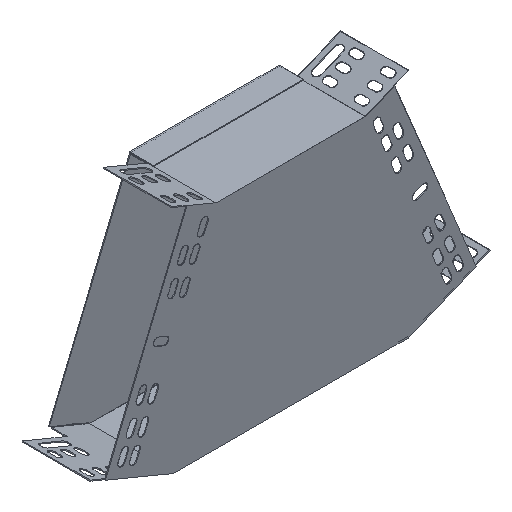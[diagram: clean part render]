
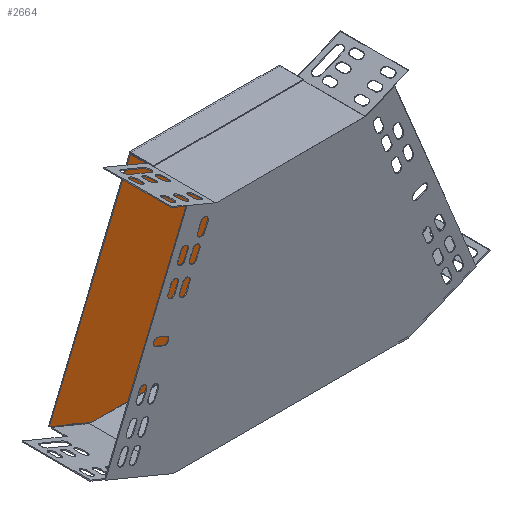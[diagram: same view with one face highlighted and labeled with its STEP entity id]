
A CAD part, isometric view. The second image highlights one B-rep face of the part: STEP entity #2664.
In plain terms, the highlighted planar face has unit normal (0, -1, 0).
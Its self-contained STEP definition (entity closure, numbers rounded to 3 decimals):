
#88 = LINE ( 'NONE', #7237, #4734 ) ;
#97 = ORIENTED_EDGE ( 'NONE', *, *, #6852, .F. ) ;
#163 = LINE ( 'NONE', #5246, #7241 ) ;
#392 = VERTEX_POINT ( 'NONE', #2566 ) ;
#398 = EDGE_CURVE ( 'NONE', #914, #392, #5257, .T. ) ;
#477 = DIRECTION ( 'NONE',  ( 0.383, 0., 0.924 ) ) ;
#735 = ORIENTED_EDGE ( 'NONE', *, *, #821, .F. ) ;
#786 = VERTEX_POINT ( 'NONE', #5178 ) ;
#793 = ORIENTED_EDGE ( 'NONE', *, *, #4581, .T. ) ;
#804 = CARTESIAN_POINT ( 'NONE',  ( -120.75, 219.156, -199.434 ) ) ;
#821 = EDGE_CURVE ( 'NONE', #6401, #5182, #8129, .T. ) ;
#914 = VERTEX_POINT ( 'NONE', #8042 ) ;
#1013 = ORIENTED_EDGE ( 'NONE', *, *, #3737, .T. ) ;
#1198 = DIRECTION ( 'NONE',  ( -1., 0., 0. ) ) ;
#1233 = VECTOR ( 'NONE', #2236, 1000. ) ;
#1303 = CARTESIAN_POINT ( 'NONE',  ( -83.996, 219.156, -215.659 ) ) ;
#1420 = DIRECTION ( 'NONE',  ( 0., 0., 1. ) ) ;
#1622 = VECTOR ( 'NONE', #1967, 1000. ) ;
#1646 = ORIENTED_EDGE ( 'NONE', *, *, #1997, .T. ) ;
#1693 = VERTEX_POINT ( 'NONE', #8653 ) ;
#1792 = CARTESIAN_POINT ( 'NONE',  ( 173.744, 219.156, -199.434 ) ) ;
#1827 = LINE ( 'NONE', #6072, #1622 ) ;
#1865 = VECTOR ( 'NONE', #4219, 1000. ) ;
#1967 = DIRECTION ( 'NONE',  ( 1., 0., 0. ) ) ;
#1995 = VECTOR ( 'NONE', #2386, 1000. ) ;
#1997 = EDGE_CURVE ( 'NONE', #786, #1693, #7424, .T. ) ;
#2031 = LINE ( 'NONE', #5984, #8801 ) ;
#2236 = DIRECTION ( 'NONE',  ( 0., 0., 1. ) ) ;
#2274 = PLANE ( 'NONE',  #2739 ) ;
#2275 = ORIENTED_EDGE ( 'NONE', *, *, #6544, .F. ) ;
#2290 = LINE ( 'NONE', #804, #1865 ) ;
#2386 = DIRECTION ( 'NONE',  ( 0., 0., -1. ) ) ;
#2566 = CARTESIAN_POINT ( 'NONE',  ( 97.208, 219.156, -14.659 ) ) ;
#2664 = ADVANCED_FACE ( 'NONE', ( #3710 ), #2274, .T. ) ;
#2739 = AXIS2_PLACEMENT_3D ( 'NONE', #7689, #8377, #4350 ) ;
#3203 = CARTESIAN_POINT ( 'NONE',  ( 136.99, 219.156, -214.659 ) ) ;
#3252 = ORIENTED_EDGE ( 'NONE', *, *, #3505, .F. ) ;
#3482 = CARTESIAN_POINT ( 'NONE',  ( 136.99, 219.156, -215.659 ) ) ;
#3505 = EDGE_CURVE ( 'NONE', #392, #6401, #88, .T. ) ;
#3585 = CARTESIAN_POINT ( 'NONE',  ( -120.75, 219.156, -199.434 ) ) ;
#3603 = CARTESIAN_POINT ( 'NONE',  ( 136.99, 219.156, -215.659 ) ) ;
#3639 = VERTEX_POINT ( 'NONE', #1303 ) ;
#3710 = FACE_OUTER_BOUND ( 'NONE', #7704, .T. ) ;
#3737 = EDGE_CURVE ( 'NONE', #7329, #5182, #4835, .T. ) ;
#4128 = CARTESIAN_POINT ( 'NONE',  ( -83.996, 219.156, -214.659 ) ) ;
#4219 = DIRECTION ( 'NONE',  ( -0.924, 0., 0.383 ) ) ;
#4350 = DIRECTION ( 'NONE',  ( 0., 0., -1. ) ) ;
#4553 = DIRECTION ( 'NONE',  ( 0.383, 0., -0.924 ) ) ;
#4581 = EDGE_CURVE ( 'NONE', #3639, #7329, #1827, .T. ) ;
#4688 = VERTEX_POINT ( 'NONE', #4128 ) ;
#4734 = VECTOR ( 'NONE', #4553, 1000. ) ;
#4801 = VERTEX_POINT ( 'NONE', #3585 ) ;
#4835 = LINE ( 'NONE', #3482, #6641 ) ;
#5178 = CARTESIAN_POINT ( 'NONE',  ( -44.214, 219.156, -13.659 ) ) ;
#5182 = VERTEX_POINT ( 'NONE', #3203 ) ;
#5205 = CARTESIAN_POINT ( 'NONE',  ( 173.744, 219.156, -199.434 ) ) ;
#5246 = CARTESIAN_POINT ( 'NONE',  ( -44.214, 219.156, -14.659 ) ) ;
#5257 = LINE ( 'NONE', #8674, #8825 ) ;
#5391 = ORIENTED_EDGE ( 'NONE', *, *, #6782, .F. ) ;
#5984 = CARTESIAN_POINT ( 'NONE',  ( -44.214, 219.156, -13.659 ) ) ;
#6072 = CARTESIAN_POINT ( 'NONE',  ( 136.99, 219.156, -215.659 ) ) ;
#6369 = CARTESIAN_POINT ( 'NONE',  ( -83.996, 219.156, -215.659 ) ) ;
#6401 = VERTEX_POINT ( 'NONE', #1792 ) ;
#6544 = EDGE_CURVE ( 'NONE', #4801, #1693, #163, .T. ) ;
#6553 = EDGE_CURVE ( 'NONE', #914, #786, #2031, .T. ) ;
#6641 = VECTOR ( 'NONE', #1420, 1000. ) ;
#6671 = DIRECTION ( 'NONE',  ( 0., 0., -1. ) ) ;
#6782 = EDGE_CURVE ( 'NONE', #4688, #4801, #2290, .T. ) ;
#6852 = EDGE_CURVE ( 'NONE', #3639, #4688, #8234, .T. ) ;
#7139 = CARTESIAN_POINT ( 'NONE',  ( -44.214, 219.156, -13.659 ) ) ;
#7237 = CARTESIAN_POINT ( 'NONE',  ( 97.208, 219.156, -14.659 ) ) ;
#7241 = VECTOR ( 'NONE', #477, 1000. ) ;
#7329 = VERTEX_POINT ( 'NONE', #3603 ) ;
#7424 = LINE ( 'NONE', #7139, #1995 ) ;
#7689 = CARTESIAN_POINT ( 'NONE',  ( 173.744, 219.156, -199.434 ) ) ;
#7704 = EDGE_LOOP ( 'NONE', ( #735, #3252, #7705, #8760, #1646, #2275, #5391, #97, #793, #1013 ) ) ;
#7705 = ORIENTED_EDGE ( 'NONE', *, *, #398, .F. ) ;
#7929 = DIRECTION ( 'NONE',  ( -0.924, 0., -0.383 ) ) ;
#8042 = CARTESIAN_POINT ( 'NONE',  ( 97.208, 219.156, -13.659 ) ) ;
#8129 = LINE ( 'NONE', #5205, #8547 ) ;
#8234 = LINE ( 'NONE', #6369, #1233 ) ;
#8377 = DIRECTION ( 'NONE',  ( 0., -1., 0. ) ) ;
#8547 = VECTOR ( 'NONE', #7929, 1000. ) ;
#8653 = CARTESIAN_POINT ( 'NONE',  ( -44.214, 219.156, -14.659 ) ) ;
#8674 = CARTESIAN_POINT ( 'NONE',  ( 97.208, 219.156, -13.659 ) ) ;
#8760 = ORIENTED_EDGE ( 'NONE', *, *, #6553, .T. ) ;
#8801 = VECTOR ( 'NONE', #1198, 1000. ) ;
#8825 = VECTOR ( 'NONE', #6671, 1000. ) ;
